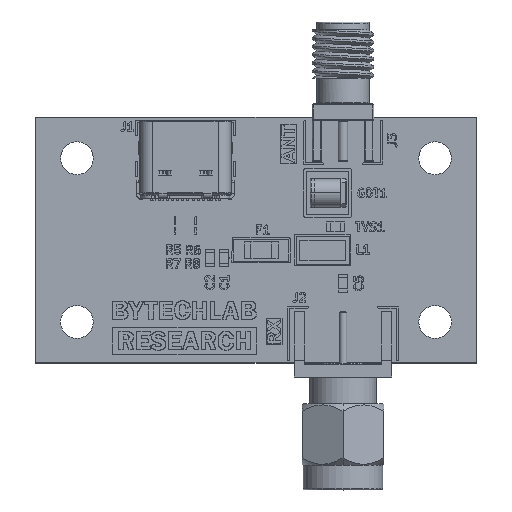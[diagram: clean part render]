
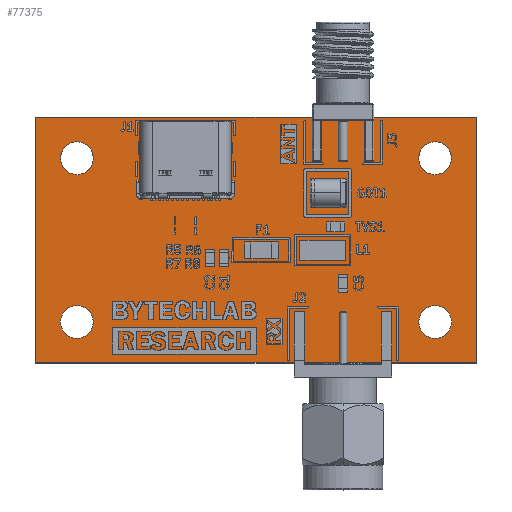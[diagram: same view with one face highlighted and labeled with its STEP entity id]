
A CAD part, top view. The second image highlights one B-rep face of the part: STEP entity #77375.
In plain terms, the highlighted planar face has unit normal (0, 0, 1).
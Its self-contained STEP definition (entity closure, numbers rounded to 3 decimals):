
#77053 = VERTEX_POINT('',#77054);
#77054 = CARTESIAN_POINT('',(170.001,-117.003,1.51));
#77060 = EDGE_CURVE('',#77053,#77061,#77063,.T.);
#77061 = VERTEX_POINT('',#77062);
#77062 = CARTESIAN_POINT('',(127.001,-117.003,1.51));
#77063 = LINE('',#77064,#77065);
#77064 = CARTESIAN_POINT('',(170.001,-117.003,1.51));
#77065 = VECTOR('',#77066,1.);
#77066 = DIRECTION('',(-1.,0.,0.));
#77093 = VERTEX_POINT('',#77094);
#77094 = CARTESIAN_POINT('',(170.001,-93.003,1.51));
#77100 = EDGE_CURVE('',#77093,#77053,#77101,.T.);
#77101 = LINE('',#77102,#77103);
#77102 = CARTESIAN_POINT('',(170.001,-93.003,1.51));
#77103 = VECTOR('',#77104,1.);
#77104 = DIRECTION('',(0.,-1.,0.));
#77122 = EDGE_CURVE('',#77061,#77123,#77125,.T.);
#77123 = VERTEX_POINT('',#77124);
#77124 = CARTESIAN_POINT('',(127.001,-93.003,1.51));
#77125 = LINE('',#77126,#77127);
#77126 = CARTESIAN_POINT('',(127.001,-117.003,1.51));
#77127 = VECTOR('',#77128,1.);
#77128 = DIRECTION('',(0.,1.,0.));
#77375 = ADVANCED_FACE('',(#77376,#77387,#77398,#77409,#77445,#77481,
    #77492,#77503,#77539,#77550,#77586),#77597,.T.);
#77376 = FACE_BOUND('',#77377,.T.);
#77377 = EDGE_LOOP('',(#77378,#77379,#77380,#77386));
#77378 = ORIENTED_EDGE('',*,*,#77060,.F.);
#77379 = ORIENTED_EDGE('',*,*,#77100,.F.);
#77380 = ORIENTED_EDGE('',*,*,#77381,.F.);
#77381 = EDGE_CURVE('',#77123,#77093,#77382,.T.);
#77382 = LINE('',#77383,#77384);
#77383 = CARTESIAN_POINT('',(127.001,-93.003,1.51));
#77384 = VECTOR('',#77385,1.);
#77385 = DIRECTION('',(1.,0.,0.));
#77386 = ORIENTED_EDGE('',*,*,#77122,.F.);
#77387 = FACE_BOUND('',#77388,.T.);
#77388 = EDGE_LOOP('',(#77389));
#77389 = ORIENTED_EDGE('',*,*,#77390,.T.);
#77390 = EDGE_CURVE('',#77391,#77391,#77393,.T.);
#77391 = VERTEX_POINT('',#77392);
#77392 = CARTESIAN_POINT('',(131.001,-114.603,1.51));
#77393 = CIRCLE('',#77394,1.6);
#77394 = AXIS2_PLACEMENT_3D('',#77395,#77396,#77397);
#77395 = CARTESIAN_POINT('',(131.001,-113.003,1.51));
#77396 = DIRECTION('',(-0.,0.,-1.));
#77397 = DIRECTION('',(-0.,-1.,0.));
#77398 = FACE_BOUND('',#77399,.T.);
#77399 = EDGE_LOOP('',(#77400));
#77400 = ORIENTED_EDGE('',*,*,#77401,.T.);
#77401 = EDGE_CURVE('',#77402,#77402,#77404,.T.);
#77402 = VERTEX_POINT('',#77403);
#77403 = CARTESIAN_POINT('',(166.001,-114.603,1.51));
#77404 = CIRCLE('',#77405,1.6);
#77405 = AXIS2_PLACEMENT_3D('',#77406,#77407,#77408);
#77406 = CARTESIAN_POINT('',(166.001,-113.003,1.51));
#77407 = DIRECTION('',(-0.,0.,-1.));
#77408 = DIRECTION('',(-0.,-1.,0.));
#77409 = FACE_BOUND('',#77410,.T.);
#77410 = EDGE_LOOP('',(#77411,#77422,#77430,#77439));
#77411 = ORIENTED_EDGE('',*,*,#77412,.T.);
#77412 = EDGE_CURVE('',#77413,#77415,#77417,.T.);
#77413 = VERTEX_POINT('',#77414);
#77414 = CARTESIAN_POINT('',(137.581,-100.733,1.51));
#77415 = VERTEX_POINT('',#77416);
#77416 = CARTESIAN_POINT('',(136.981,-100.733,1.51));
#77417 = CIRCLE('',#77418,0.3);
#77418 = AXIS2_PLACEMENT_3D('',#77419,#77420,#77421);
#77419 = CARTESIAN_POINT('',(137.281,-100.733,1.51));
#77420 = DIRECTION('',(-0.,0.,-1.));
#77421 = DIRECTION('',(-1.,0.,0.));
#77422 = ORIENTED_EDGE('',*,*,#77423,.T.);
#77423 = EDGE_CURVE('',#77415,#77424,#77426,.T.);
#77424 = VERTEX_POINT('',#77425);
#77425 = CARTESIAN_POINT('',(136.981,-99.633,1.51));
#77426 = LINE('',#77427,#77428);
#77427 = CARTESIAN_POINT('',(136.981,-49.817,1.51));
#77428 = VECTOR('',#77429,1.);
#77429 = DIRECTION('',(-0.,1.,0.));
#77430 = ORIENTED_EDGE('',*,*,#77431,.T.);
#77431 = EDGE_CURVE('',#77424,#77432,#77434,.T.);
#77432 = VERTEX_POINT('',#77433);
#77433 = CARTESIAN_POINT('',(137.581,-99.633,1.51));
#77434 = CIRCLE('',#77435,0.3);
#77435 = AXIS2_PLACEMENT_3D('',#77436,#77437,#77438);
#77436 = CARTESIAN_POINT('',(137.281,-99.633,1.51));
#77437 = DIRECTION('',(0.,-0.,-1.));
#77438 = DIRECTION('',(1.,0.,-0.));
#77439 = ORIENTED_EDGE('',*,*,#77440,.T.);
#77440 = EDGE_CURVE('',#77432,#77413,#77441,.T.);
#77441 = LINE('',#77442,#77443);
#77442 = CARTESIAN_POINT('',(137.581,-50.367,1.51));
#77443 = VECTOR('',#77444,1.);
#77444 = DIRECTION('',(0.,-1.,0.));
#77445 = FACE_BOUND('',#77446,.T.);
#77446 = EDGE_LOOP('',(#77447,#77458,#77466,#77475));
#77447 = ORIENTED_EDGE('',*,*,#77448,.T.);
#77448 = EDGE_CURVE('',#77449,#77451,#77453,.T.);
#77449 = VERTEX_POINT('',#77450);
#77450 = CARTESIAN_POINT('',(146.221,-100.733,1.51));
#77451 = VERTEX_POINT('',#77452);
#77452 = CARTESIAN_POINT('',(145.621,-100.733,1.51));
#77453 = CIRCLE('',#77454,0.3);
#77454 = AXIS2_PLACEMENT_3D('',#77455,#77456,#77457);
#77455 = CARTESIAN_POINT('',(145.921,-100.733,1.51));
#77456 = DIRECTION('',(-0.,0.,-1.));
#77457 = DIRECTION('',(-1.,0.,0.));
#77458 = ORIENTED_EDGE('',*,*,#77459,.T.);
#77459 = EDGE_CURVE('',#77451,#77460,#77462,.T.);
#77460 = VERTEX_POINT('',#77461);
#77461 = CARTESIAN_POINT('',(145.621,-99.633,1.51));
#77462 = LINE('',#77463,#77464);
#77463 = CARTESIAN_POINT('',(145.621,-49.817,1.51));
#77464 = VECTOR('',#77465,1.);
#77465 = DIRECTION('',(-0.,1.,0.));
#77466 = ORIENTED_EDGE('',*,*,#77467,.T.);
#77467 = EDGE_CURVE('',#77460,#77468,#77470,.T.);
#77468 = VERTEX_POINT('',#77469);
#77469 = CARTESIAN_POINT('',(146.221,-99.633,1.51));
#77470 = CIRCLE('',#77471,0.3);
#77471 = AXIS2_PLACEMENT_3D('',#77472,#77473,#77474);
#77472 = CARTESIAN_POINT('',(145.921,-99.633,1.51));
#77473 = DIRECTION('',(0.,-0.,-1.));
#77474 = DIRECTION('',(1.,0.,-0.));
#77475 = ORIENTED_EDGE('',*,*,#77476,.T.);
#77476 = EDGE_CURVE('',#77468,#77449,#77477,.T.);
#77477 = LINE('',#77478,#77479);
#77478 = CARTESIAN_POINT('',(146.221,-50.367,1.51));
#77479 = VECTOR('',#77480,1.);
#77480 = DIRECTION('',(0.,-1.,0.));
#77481 = FACE_BOUND('',#77482,.T.);
#77482 = EDGE_LOOP('',(#77483));
#77483 = ORIENTED_EDGE('',*,*,#77484,.T.);
#77484 = EDGE_CURVE('',#77485,#77485,#77487,.T.);
#77485 = VERTEX_POINT('',#77486);
#77486 = CARTESIAN_POINT('',(138.711,-100.008,1.51));
#77487 = CIRCLE('',#77488,0.325);
#77488 = AXIS2_PLACEMENT_3D('',#77489,#77490,#77491);
#77489 = CARTESIAN_POINT('',(138.711,-99.683,1.51));
#77490 = DIRECTION('',(-0.,0.,-1.));
#77491 = DIRECTION('',(0.,-1.,0.));
#77492 = FACE_BOUND('',#77493,.T.);
#77493 = EDGE_LOOP('',(#77494));
#77494 = ORIENTED_EDGE('',*,*,#77495,.T.);
#77495 = EDGE_CURVE('',#77496,#77496,#77498,.T.);
#77496 = VERTEX_POINT('',#77497);
#77497 = CARTESIAN_POINT('',(131.001,-98.603,1.51));
#77498 = CIRCLE('',#77499,1.6);
#77499 = AXIS2_PLACEMENT_3D('',#77500,#77501,#77502);
#77500 = CARTESIAN_POINT('',(131.001,-97.003,1.51));
#77501 = DIRECTION('',(-0.,0.,-1.));
#77502 = DIRECTION('',(-0.,-1.,0.));
#77503 = FACE_BOUND('',#77504,.T.);
#77504 = EDGE_LOOP('',(#77505,#77516,#77524,#77533));
#77505 = ORIENTED_EDGE('',*,*,#77506,.T.);
#77506 = EDGE_CURVE('',#77507,#77509,#77511,.T.);
#77507 = VERTEX_POINT('',#77508);
#77508 = CARTESIAN_POINT('',(137.581,-96.403,1.51));
#77509 = VERTEX_POINT('',#77510);
#77510 = CARTESIAN_POINT('',(136.981,-96.403,1.51));
#77511 = CIRCLE('',#77512,0.3);
#77512 = AXIS2_PLACEMENT_3D('',#77513,#77514,#77515);
#77513 = CARTESIAN_POINT('',(137.281,-96.403,1.51));
#77514 = DIRECTION('',(-0.,0.,-1.));
#77515 = DIRECTION('',(-1.,0.,0.));
#77516 = ORIENTED_EDGE('',*,*,#77517,.T.);
#77517 = EDGE_CURVE('',#77509,#77518,#77520,.T.);
#77518 = VERTEX_POINT('',#77519);
#77519 = CARTESIAN_POINT('',(136.981,-95.603,1.51));
#77520 = LINE('',#77521,#77522);
#77521 = CARTESIAN_POINT('',(136.981,-47.802,1.51));
#77522 = VECTOR('',#77523,1.);
#77523 = DIRECTION('',(-0.,1.,0.));
#77524 = ORIENTED_EDGE('',*,*,#77525,.T.);
#77525 = EDGE_CURVE('',#77518,#77526,#77528,.T.);
#77526 = VERTEX_POINT('',#77527);
#77527 = CARTESIAN_POINT('',(137.581,-95.603,1.51));
#77528 = CIRCLE('',#77529,0.3);
#77529 = AXIS2_PLACEMENT_3D('',#77530,#77531,#77532);
#77530 = CARTESIAN_POINT('',(137.281,-95.603,1.51));
#77531 = DIRECTION('',(0.,-0.,-1.));
#77532 = DIRECTION('',(1.,0.,-0.));
#77533 = ORIENTED_EDGE('',*,*,#77534,.T.);
#77534 = EDGE_CURVE('',#77526,#77507,#77535,.T.);
#77535 = LINE('',#77536,#77537);
#77536 = CARTESIAN_POINT('',(137.581,-48.202,1.51));
#77537 = VECTOR('',#77538,1.);
#77538 = DIRECTION('',(0.,-1.,0.));
#77539 = FACE_BOUND('',#77540,.T.);
#77540 = EDGE_LOOP('',(#77541));
#77541 = ORIENTED_EDGE('',*,*,#77542,.T.);
#77542 = EDGE_CURVE('',#77543,#77543,#77545,.T.);
#77543 = VERTEX_POINT('',#77544);
#77544 = CARTESIAN_POINT('',(144.491,-100.008,1.51));
#77545 = CIRCLE('',#77546,0.325);
#77546 = AXIS2_PLACEMENT_3D('',#77547,#77548,#77549);
#77547 = CARTESIAN_POINT('',(144.491,-99.683,1.51));
#77548 = DIRECTION('',(-0.,0.,-1.));
#77549 = DIRECTION('',(-0.,-1.,0.));
#77550 = FACE_BOUND('',#77551,.T.);
#77551 = EDGE_LOOP('',(#77552,#77563,#77571,#77580));
#77552 = ORIENTED_EDGE('',*,*,#77553,.T.);
#77553 = EDGE_CURVE('',#77554,#77556,#77558,.T.);
#77554 = VERTEX_POINT('',#77555);
#77555 = CARTESIAN_POINT('',(146.221,-96.403,1.51));
#77556 = VERTEX_POINT('',#77557);
#77557 = CARTESIAN_POINT('',(145.621,-96.403,1.51));
#77558 = CIRCLE('',#77559,0.3);
#77559 = AXIS2_PLACEMENT_3D('',#77560,#77561,#77562);
#77560 = CARTESIAN_POINT('',(145.921,-96.403,1.51));
#77561 = DIRECTION('',(-0.,0.,-1.));
#77562 = DIRECTION('',(-1.,0.,0.));
#77563 = ORIENTED_EDGE('',*,*,#77564,.T.);
#77564 = EDGE_CURVE('',#77556,#77565,#77567,.T.);
#77565 = VERTEX_POINT('',#77566);
#77566 = CARTESIAN_POINT('',(145.621,-95.603,1.51));
#77567 = LINE('',#77568,#77569);
#77568 = CARTESIAN_POINT('',(145.621,-47.802,1.51));
#77569 = VECTOR('',#77570,1.);
#77570 = DIRECTION('',(-0.,1.,0.));
#77571 = ORIENTED_EDGE('',*,*,#77572,.T.);
#77572 = EDGE_CURVE('',#77565,#77573,#77575,.T.);
#77573 = VERTEX_POINT('',#77574);
#77574 = CARTESIAN_POINT('',(146.221,-95.603,1.51));
#77575 = CIRCLE('',#77576,0.3);
#77576 = AXIS2_PLACEMENT_3D('',#77577,#77578,#77579);
#77577 = CARTESIAN_POINT('',(145.921,-95.603,1.51));
#77578 = DIRECTION('',(0.,-0.,-1.));
#77579 = DIRECTION('',(1.,0.,-0.));
#77580 = ORIENTED_EDGE('',*,*,#77581,.T.);
#77581 = EDGE_CURVE('',#77573,#77554,#77582,.T.);
#77582 = LINE('',#77583,#77584);
#77583 = CARTESIAN_POINT('',(146.221,-48.202,1.51));
#77584 = VECTOR('',#77585,1.);
#77585 = DIRECTION('',(0.,-1.,0.));
#77586 = FACE_BOUND('',#77587,.T.);
#77587 = EDGE_LOOP('',(#77588));
#77588 = ORIENTED_EDGE('',*,*,#77589,.T.);
#77589 = EDGE_CURVE('',#77590,#77590,#77592,.T.);
#77590 = VERTEX_POINT('',#77591);
#77591 = CARTESIAN_POINT('',(166.001,-98.603,1.51));
#77592 = CIRCLE('',#77593,1.6);
#77593 = AXIS2_PLACEMENT_3D('',#77594,#77595,#77596);
#77594 = CARTESIAN_POINT('',(166.001,-97.003,1.51));
#77595 = DIRECTION('',(-0.,0.,-1.));
#77596 = DIRECTION('',(-0.,-1.,0.));
#77597 = PLANE('',#77598);
#77598 = AXIS2_PLACEMENT_3D('',#77599,#77600,#77601);
#77599 = CARTESIAN_POINT('',(0.,0.,1.51));
#77600 = DIRECTION('',(0.,0.,1.));
#77601 = DIRECTION('',(1.,0.,-0.));
